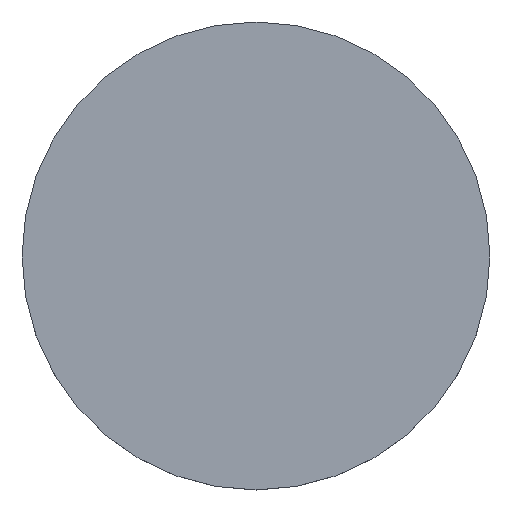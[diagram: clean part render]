
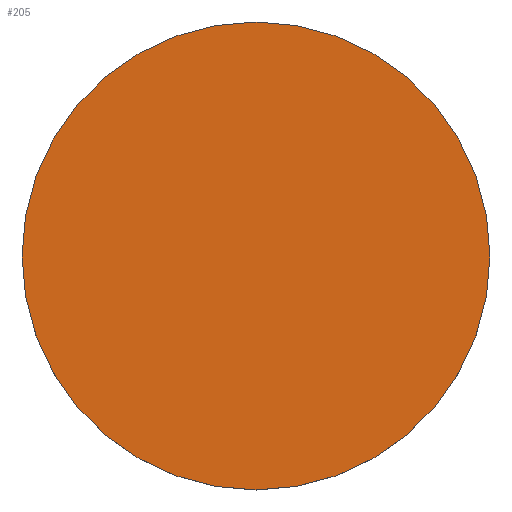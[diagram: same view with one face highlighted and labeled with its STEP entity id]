
A CAD part, top view. The second image highlights one B-rep face of the part: STEP entity #205.
In plain terms, the highlighted planar face has unit normal (0, 0, 1).
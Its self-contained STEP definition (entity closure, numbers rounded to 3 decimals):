
#15 = AXIS2_PLACEMENT_3D ( 'NONE', #180, #65, #106 ) ;
#16 = DIRECTION ( 'NONE',  ( 1., 0., 0. ) ) ;
#24 = CIRCLE ( 'NONE', #230, 25.4 ) ;
#60 = VERTEX_POINT ( 'NONE', #136 ) ;
#65 = DIRECTION ( 'NONE',  ( 0., 0., -1. ) ) ;
#70 = DIRECTION ( 'NONE',  ( 0., 0., 1. ) ) ;
#73 = ORIENTED_EDGE ( 'NONE', *, *, #168, .F. ) ;
#83 = CIRCLE ( 'NONE', #15, 25.4 ) ;
#88 = DIRECTION ( 'NONE',  ( 1., 0., 0. ) ) ;
#105 = CARTESIAN_POINT ( 'NONE',  ( 0., 52.02, 5.6 ) ) ;
#106 = DIRECTION ( 'NONE',  ( 1., 0., 0. ) ) ;
#111 = DIRECTION ( 'NONE',  ( 0., 0., -1. ) ) ;
#135 = AXIS2_PLACEMENT_3D ( 'NONE', #105, #70, #88 ) ;
#136 = CARTESIAN_POINT ( 'NONE',  ( 25.4, 0., 5.6 ) ) ;
#137 = EDGE_LOOP ( 'NONE', ( #204, #73 ) ) ;
#142 = PLANE ( 'NONE',  #135 ) ;
#168 = EDGE_CURVE ( 'NONE', #223, #60, #83, .T. ) ;
#175 = FACE_OUTER_BOUND ( 'NONE', #137, .T. ) ;
#180 = CARTESIAN_POINT ( 'NONE',  ( 0., 0., 5.6 ) ) ;
#183 = CARTESIAN_POINT ( 'NONE',  ( -25.4, 0., 5.6 ) ) ;
#184 = CARTESIAN_POINT ( 'NONE',  ( 0., 0., 5.6 ) ) ;
#202 = EDGE_CURVE ( 'NONE', #60, #223, #24, .T. ) ;
#204 = ORIENTED_EDGE ( 'NONE', *, *, #202, .F. ) ;
#205 = ADVANCED_FACE ( 'NONE', ( #175 ), #142, .T. ) ;
#223 = VERTEX_POINT ( 'NONE', #183 ) ;
#230 = AXIS2_PLACEMENT_3D ( 'NONE', #184, #111, #16 ) ;
